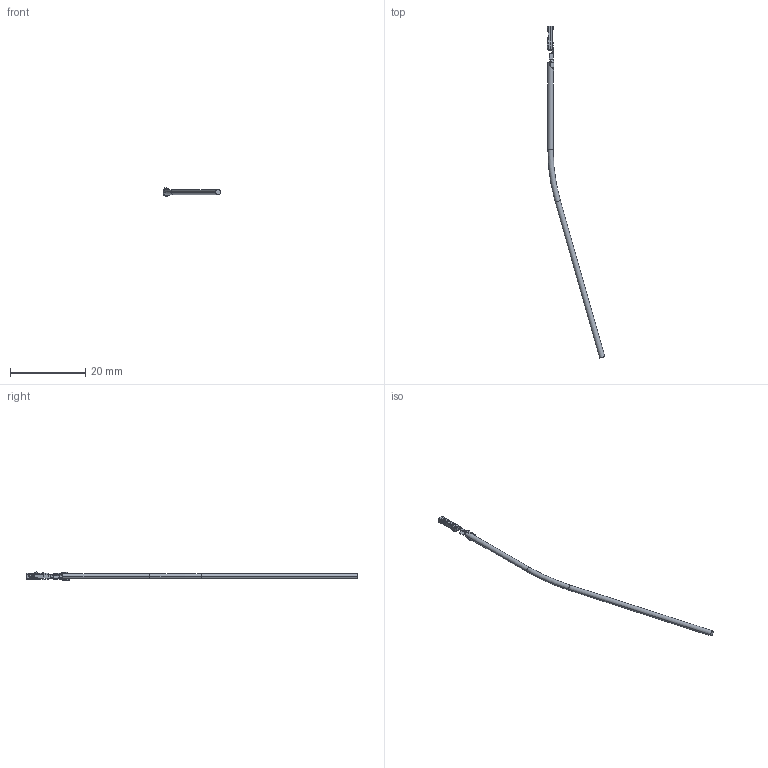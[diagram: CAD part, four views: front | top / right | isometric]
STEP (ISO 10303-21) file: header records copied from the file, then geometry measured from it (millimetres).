
FILE_DESCRIPTION (( 'STEP AP214' ), '1' );
FILE_NAME ('INGUN_43374.STEP', '2023-09-13T05:19:30', ( '' ), ( '' ), 'SwSTEP 2.0', 'SolidWorks 2021', '' );
FILE_SCHEMA (( 'AUTOMOTIVE_DESIGN' ));
Length unit declared in the file: millimetre
Products named in the file (1): INGUN_43374
Bounding box: 15.23 x 88.04 x 2.25 mm (x, y, z)
Volume: 130.8 mm3; surface area: 449.3 mm2
Topology: 2 solids, 2 shells, 312 faces, 784 edges, 472 vertices
Faces by surface type: plane 133, bspline 108, cylinder 61, torus 10
Entity records: 13124 total; most frequent: CARTESIAN_POINT 6345, ORIENTED_EDGE 1564, DIRECTION 1102, EDGE_CURVE 782, VERTEX_POINT 472, VECTOR 398, LINE 398, AXIS2_PLACEMENT_3D 352
